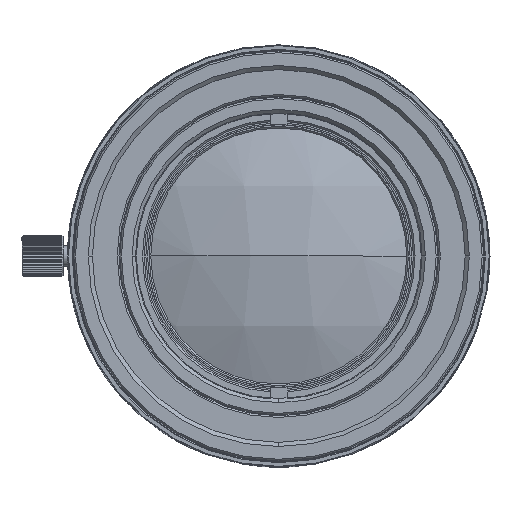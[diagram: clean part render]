
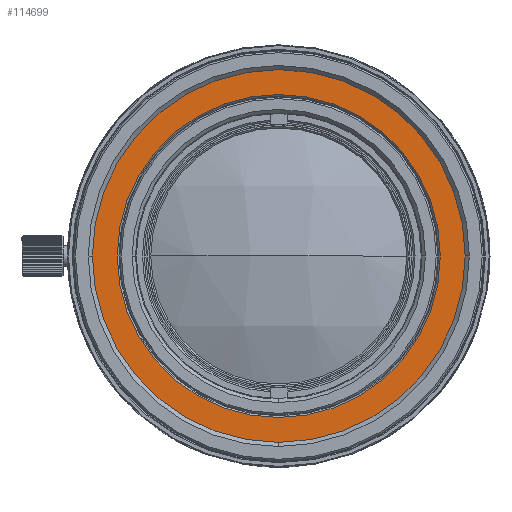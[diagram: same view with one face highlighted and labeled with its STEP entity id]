
A CAD part, left-side view. The second image highlights one B-rep face of the part: STEP entity #114699.
In plain terms, the highlighted planar face has unit normal (-1, 0, 0).
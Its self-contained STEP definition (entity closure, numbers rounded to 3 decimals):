
#3139 = EDGE_CURVE ( 'NONE', #122449, #85782, #39061, .T. ) ;
#5018 = EDGE_CURVE ( 'NONE', #85782, #122449, #110753, .T. ) ;
#8332 = AXIS2_PLACEMENT_3D ( 'NONE', #40624, #88632, #78672 ) ;
#15820 = DIRECTION ( 'NONE',  ( 0., 1., 0. ) ) ;
#16877 = DIRECTION ( 'NONE',  ( -1., 0., 0. ) ) ;
#21355 = CARTESIAN_POINT ( 'NONE',  ( -39.22, -23.25, 0. ) ) ;
#24766 = DIRECTION ( 'NONE',  ( 1., 0., 0. ) ) ;
#28299 = VERTEX_POINT ( 'NONE', #80264 ) ;
#28648 = ORIENTED_EDGE ( 'NONE', *, *, #5018, .F. ) ;
#33527 = DIRECTION ( 'NONE',  ( 0., 1., 0. ) ) ;
#38132 = EDGE_CURVE ( 'NONE', #28299, #89472, #85716, .T. ) ;
#39061 = CIRCLE ( 'NONE', #108748, 23.25 ) ;
#39826 = VERTEX_POINT ( 'NONE', #101241 ) ;
#40624 = CARTESIAN_POINT ( 'NONE',  ( -39.22, 0., 0. ) ) ;
#46164 = DIRECTION ( 'NONE',  ( 0., 1., 0. ) ) ;
#47206 = AXIS2_PLACEMENT_3D ( 'NONE', #92972, #16877, #46164 ) ;
#48046 = DIRECTION ( 'NONE',  ( 0., -1., 0. ) ) ;
#49820 = CARTESIAN_POINT ( 'NONE',  ( -39.22, 19.5, 0. ) ) ;
#52835 = ORIENTED_EDGE ( 'NONE', *, *, #3139, .F. ) ;
#53780 = ORIENTED_EDGE ( 'NONE', *, *, #38132, .F. ) ;
#55568 = CARTESIAN_POINT ( 'NONE',  ( -39.22, 0., 0. ) ) ;
#57555 = CARTESIAN_POINT ( 'NONE',  ( -39.22, 23.25, 0. ) ) ;
#57620 = AXIS2_PLACEMENT_3D ( 'NONE', #91314, #121285, #15820 ) ;
#58316 = DIRECTION ( 'NONE',  ( -1., 0., 0. ) ) ;
#63835 = PLANE ( 'NONE',  #57620 ) ;
#66033 = CIRCLE ( 'NONE', #8332, 19.5 ) ;
#67703 = EDGE_CURVE ( 'NONE', #89472, #39826, #85042, .T. ) ;
#67814 = AXIS2_PLACEMENT_3D ( 'NONE', #98206, #58316, #115111 ) ;
#68269 = ORIENTED_EDGE ( 'NONE', *, *, #67703, .F. ) ;
#74437 = FACE_OUTER_BOUND ( 'NONE', #92519, .T. ) ;
#78672 = DIRECTION ( 'NONE',  ( 0., 1., 0. ) ) ;
#80264 = CARTESIAN_POINT ( 'NONE',  ( -39.22, -19.5, 0. ) ) ;
#85042 = CIRCLE ( 'NONE', #47206, 19.5 ) ;
#85716 = CIRCLE ( 'NONE', #67814, 19.5 ) ;
#85782 = VERTEX_POINT ( 'NONE', #57555 ) ;
#88632 = DIRECTION ( 'NONE',  ( -1., 0., 0. ) ) ;
#89472 = VERTEX_POINT ( 'NONE', #49820 ) ;
#90887 = CARTESIAN_POINT ( 'NONE',  ( -39.22, 0., 0. ) ) ;
#91314 = CARTESIAN_POINT ( 'NONE',  ( -39.22, 0., 0. ) ) ;
#91926 = FACE_BOUND ( 'NONE', #105725, .T. ) ;
#92519 = EDGE_LOOP ( 'NONE', ( #28648, #52835 ) ) ;
#92972 = CARTESIAN_POINT ( 'NONE',  ( -39.22, 0., 0. ) ) ;
#98206 = CARTESIAN_POINT ( 'NONE',  ( -39.22, 0., 0. ) ) ;
#101241 = CARTESIAN_POINT ( 'NONE',  ( -39.22, 0., -19.5 ) ) ;
#105725 = EDGE_LOOP ( 'NONE', ( #53780, #113149, #68269 ) ) ;
#108748 = AXIS2_PLACEMENT_3D ( 'NONE', #55568, #122349, #48046 ) ;
#110753 = CIRCLE ( 'NONE', #122824, 23.25 ) ;
#113149 = ORIENTED_EDGE ( 'NONE', *, *, #123372, .F. ) ;
#114699 = ADVANCED_FACE ( 'NONE', ( #74437, #91926 ), #63835, .F. ) ;
#115111 = DIRECTION ( 'NONE',  ( 0., -1., 0. ) ) ;
#121285 = DIRECTION ( 'NONE',  ( 1., 0., 0. ) ) ;
#122349 = DIRECTION ( 'NONE',  ( 1., 0., 0. ) ) ;
#122449 = VERTEX_POINT ( 'NONE', #21355 ) ;
#122824 = AXIS2_PLACEMENT_3D ( 'NONE', #90887, #24766, #33527 ) ;
#123372 = EDGE_CURVE ( 'NONE', #39826, #28299, #66033, .T. ) ;
